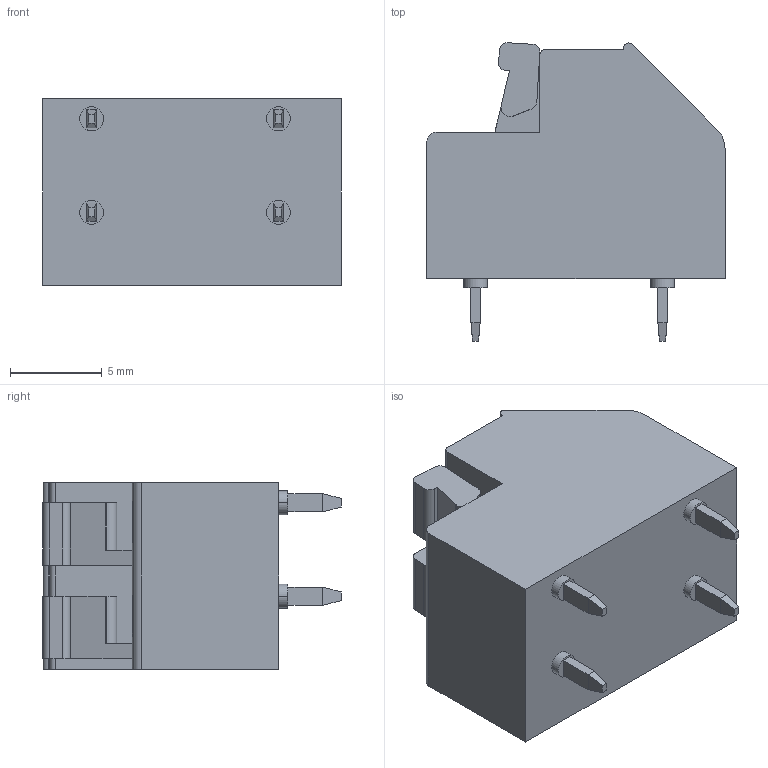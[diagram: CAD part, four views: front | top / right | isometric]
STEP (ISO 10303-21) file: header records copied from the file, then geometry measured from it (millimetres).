
FILE_DESCRIPTION(('SolidDesigner STEP Export'),'2;1');
FILE_NAME('mfkdsp-2-5.08.stp','2001-11-12T17:35:12',(''),(''),'SolidDesigner STEP processor Version: 7.0(Mar 1999)for AP214(CD)(Solid Model)','CoCreate SolidDesigner: 09.01 27-May-2001(C) CoCreate Software GmbH','');
FILE_SCHEMA(('AUTOMOTIVE_DESIGN_CC2 {1 2 10303 214 -1 1 5 1}'));
Length unit declared in the file: millimetre
Products named in the file (2): mfkdsp-2-5.08
Assembly tree (1 placements, depth 2):
  mfkdsp-2-5.08
    mfkdsp-2-5.08
Bounding box: 16.2 x 16.22 x 10.16 mm (x, y, z)
Volume: 1623.8 mm3; surface area: 1161.6 mm2
Topology: 1 solids, 1 shells, 199 faces, 501 edges, 318 vertices
Faces by surface type: plane 114, cylinder 63, cone 20, torus 2
Entity records: 7886 total; most frequent: CARTESIAN_POINT 1643, ORIENTED_EDGE 1002, DIRECTION 904, EDGE_CURVE 501, VECTOR 330, LINE 330, VERTEX_POINT 318, AXIS2_PLACEMENT_3D 287
